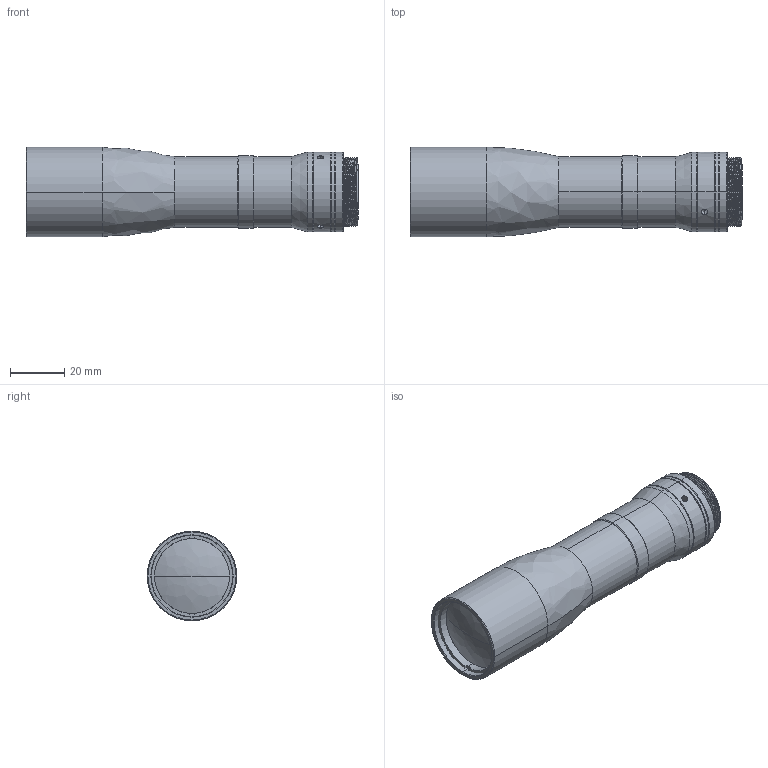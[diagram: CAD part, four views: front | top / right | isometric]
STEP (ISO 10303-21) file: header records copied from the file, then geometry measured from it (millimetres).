
FILE_DESCRIPTION (( 'STEP AP203' ), '1' );
FILE_NAME ('610031.STEP', '2021-08-06T09:00:32', ( '' ), ( '' ), 'SwSTEP 2.0', 'SolidWorks 2020', '' );
FILE_SCHEMA (( 'CONFIG_CONTROL_DESIGN' ));
Length unit declared in the file: millimetre
Products named in the file (1): 610031
Bounding box: 122.22 x 33 x 33 mm (x, y, z)
Volume: 94748.6 mm3; surface area: 46136 mm2
Topology: 15 solids, 15 shells, 466 faces, 1116 edges, 740 vertices
Faces by surface type: cylinder 242, plane 145, cone 54, bspline 25
Entity records: 18825 total; most frequent: CARTESIAN_POINT 7842, DIRECTION 2308, ORIENTED_EDGE 2216, EDGE_CURVE 1108, AXIS2_PLACEMENT_3D 951, VERTEX_POINT 740, EDGE_LOOP 566, CIRCLE 509
